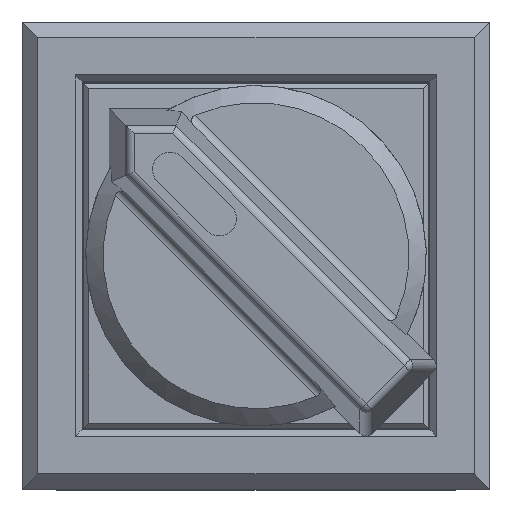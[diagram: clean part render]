
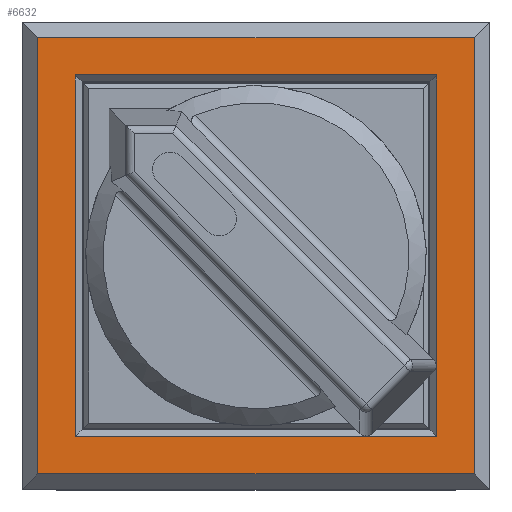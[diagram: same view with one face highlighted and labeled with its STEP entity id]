
A CAD part, top view. The second image highlights one B-rep face of the part: STEP entity #6632.
In plain terms, the highlighted planar face has unit normal (0, 0, 1).
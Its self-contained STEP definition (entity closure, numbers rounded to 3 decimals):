
#181=FACE_BOUND('',#903,.T.);
#500=FACE_OUTER_BOUND('',#902,.T.);
#902=EDGE_LOOP('',(#5021,#5022,#5023,#5024));
#903=EDGE_LOOP('',(#5025,#5026,#5027,#5028));
#1672=LINE('',#11012,#2289);
#1675=LINE('',#11017,#2292);
#1677=LINE('',#11021,#2294);
#1679=LINE('',#11024,#2296);
#1682=LINE('',#11032,#2299);
#1683=LINE('',#11034,#2300);
#1684=LINE('',#11036,#2301);
#1685=LINE('',#11037,#2302);
#2289=VECTOR('',#8369,10.);
#2292=VECTOR('',#8374,10.);
#2294=VECTOR('',#8378,10.);
#2296=VECTOR('',#8382,10.);
#2299=VECTOR('',#8389,10.);
#2300=VECTOR('',#8390,10.);
#2301=VECTOR('',#8391,10.);
#2302=VECTOR('',#8392,10.);
#2946=VERTEX_POINT('',#11010);
#2947=VERTEX_POINT('',#11011);
#2948=VERTEX_POINT('',#11016);
#2949=VERTEX_POINT('',#11020);
#2951=VERTEX_POINT('',#11030);
#2952=VERTEX_POINT('',#11031);
#2953=VERTEX_POINT('',#11033);
#2954=VERTEX_POINT('',#11035);
#3708=EDGE_CURVE('',#2946,#2947,#1672,.T.);
#3711=EDGE_CURVE('',#2948,#2946,#1675,.T.);
#3713=EDGE_CURVE('',#2949,#2948,#1677,.T.);
#3715=EDGE_CURVE('',#2947,#2949,#1679,.T.);
#3718=EDGE_CURVE('',#2951,#2952,#1682,.T.);
#3719=EDGE_CURVE('',#2953,#2951,#1683,.T.);
#3720=EDGE_CURVE('',#2954,#2953,#1684,.T.);
#3721=EDGE_CURVE('',#2952,#2954,#1685,.T.);
#5021=ORIENTED_EDGE('',*,*,#3715,.F.);
#5022=ORIENTED_EDGE('',*,*,#3708,.F.);
#5023=ORIENTED_EDGE('',*,*,#3711,.F.);
#5024=ORIENTED_EDGE('',*,*,#3713,.F.);
#5025=ORIENTED_EDGE('',*,*,#3718,.F.);
#5026=ORIENTED_EDGE('',*,*,#3719,.F.);
#5027=ORIENTED_EDGE('',*,*,#3720,.F.);
#5028=ORIENTED_EDGE('',*,*,#3721,.F.);
#6349=PLANE('',#7175);
#6632=ADVANCED_FACE('',(#500,#181),#6349,.T.);
#7175=AXIS2_PLACEMENT_3D('',#11029,#8387,#8388);
#8369=DIRECTION('',(0.,1.,0.));
#8374=DIRECTION('',(-1.,0.,0.));
#8378=DIRECTION('',(0.,-1.,0.));
#8382=DIRECTION('',(1.,0.,0.));
#8387=DIRECTION('center_axis',(0.,0.,
1.));
#8388=DIRECTION('ref_axis',(-1.,0.,0.));
#8389=DIRECTION('',(0.,-1.,0.));
#8390=DIRECTION('',(-1.,0.,0.));
#8391=DIRECTION('',(0.,1.,0.));
#8392=DIRECTION('',(1.,0.,0.));
#11010=CARTESIAN_POINT('',(-12.55,-12.55,-0.1));
#11011=CARTESIAN_POINT('',(-12.55,12.55,-0.1));
#11012=CARTESIAN_POINT('',(-12.55,-6.725,-0.1));
#11016=CARTESIAN_POINT('',(12.55,-12.55,-0.1));
#11017=CARTESIAN_POINT('',(6.725,-12.55,-0.1));
#11020=CARTESIAN_POINT('',(12.55,12.55,-0.1));
#11021=CARTESIAN_POINT('',(12.55,6.725,-0.1));
#11024=CARTESIAN_POINT('',(-6.725,12.55,-0.1));
#11029=CARTESIAN_POINT('Origin',(0.,0.,
-0.1));
#11030=CARTESIAN_POINT('',(-10.4,10.4,-0.1));
#11031=CARTESIAN_POINT('',(-10.4,-10.4,-0.1));
#11032=CARTESIAN_POINT('',(-10.4,-5.,-0.1));
#11033=CARTESIAN_POINT('',(10.4,10.4,-0.1));
#11034=CARTESIAN_POINT('',(-5.,10.4,-0.1));
#11035=CARTESIAN_POINT('',(10.4,-10.4,-0.1));
#11036=CARTESIAN_POINT('',(10.4,5.,-0.1));
#11037=CARTESIAN_POINT('',(5.,-10.4,-0.1));
